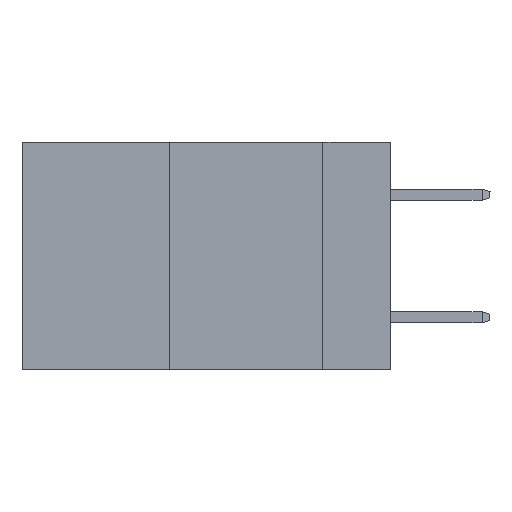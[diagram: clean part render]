
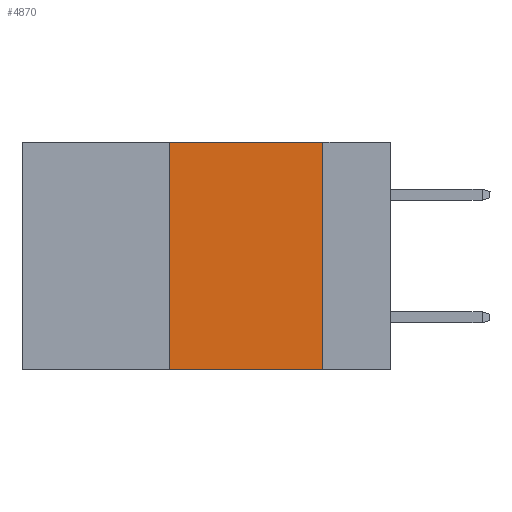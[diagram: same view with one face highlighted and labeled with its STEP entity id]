
A CAD part, left-side view. The second image highlights one B-rep face of the part: STEP entity #4870.
In plain terms, the highlighted planar face has unit normal (-1, 0, 0).
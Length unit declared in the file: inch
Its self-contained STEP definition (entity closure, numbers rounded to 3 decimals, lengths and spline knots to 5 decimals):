
#108 = CARTESIAN_POINT ( 'NONE',  ( 0., 0.6, 0. ) ) ;
#281 = VERTEX_POINT ( 'NONE', #14626 ) ;
#365 = CARTESIAN_POINT ( 'NONE',  ( 0., 0.36, 0. ) ) ;
#397 = DIRECTION ( 'NONE',  ( 0., -1., 0. ) ) ;
#415 = FACE_OUTER_BOUND ( 'NONE', #5110, .T. ) ;
#999 = ORIENTED_EDGE ( 'NONE', *, *, #1670, .T. ) ;
#1190 = VERTEX_POINT ( 'NONE', #8086 ) ;
#1209 = CARTESIAN_POINT ( 'NONE',  ( 0., 0.6, -0.37 ) ) ;
#1283 = EDGE_CURVE ( 'NONE', #9534, #1190, #9548, .T. ) ;
#1319 = DIRECTION ( 'NONE',  ( 0., 0., -1. ) ) ;
#1366 = CARTESIAN_POINT ( 'NONE',  ( 0., 0.6, 0. ) ) ;
#1670 = EDGE_CURVE ( 'NONE', #281, #1190, #3596, .T. ) ;
#2172 = DIRECTION ( 'NONE',  ( 0., 0., 1. ) ) ;
#2197 = LINE ( 'NONE', #7891, #4865 ) ;
#2355 = CARTESIAN_POINT ( 'NONE',  ( 0., 0.11, 0. ) ) ;
#3379 = ORIENTED_EDGE ( 'NONE', *, *, #1283, .F. ) ;
#3596 = LINE ( 'NONE', #1209, #10272 ) ;
#3603 = VERTEX_POINT ( 'NONE', #365 ) ;
#4434 = CARTESIAN_POINT ( 'NONE',  ( 0., 0.11, 0. ) ) ;
#4529 = EDGE_CURVE ( 'NONE', #3603, #9534, #10360, .T. ) ;
#4865 = VECTOR ( 'NONE', #2172, 39.37008 ) ;
#4870 = ADVANCED_FACE ( 'NONE', ( #415 ), #13949, .F. ) ;
#4896 = AXIS2_PLACEMENT_3D ( 'NONE', #108, #13996, #1319 ) ;
#5110 = EDGE_LOOP ( 'NONE', ( #3379, #9876, #12888, #999 ) ) ;
#5459 = DIRECTION ( 'NONE',  ( 0., 0., -1. ) ) ;
#7891 = CARTESIAN_POINT ( 'NONE',  ( 0., 0.36, 0. ) ) ;
#8086 = CARTESIAN_POINT ( 'NONE',  ( 0., 0.11, -0.37 ) ) ;
#8709 = VECTOR ( 'NONE', #397, 39.37008 ) ;
#8888 = EDGE_CURVE ( 'NONE', #281, #3603, #2197, .T. ) ;
#9251 = DIRECTION ( 'NONE',  ( 0., -1., 0. ) ) ;
#9534 = VERTEX_POINT ( 'NONE', #2355 ) ;
#9548 = LINE ( 'NONE', #4434, #11534 ) ;
#9876 = ORIENTED_EDGE ( 'NONE', *, *, #4529, .F. ) ;
#10272 = VECTOR ( 'NONE', #9251, 39.37008 ) ;
#10360 = LINE ( 'NONE', #1366, #8709 ) ;
#11534 = VECTOR ( 'NONE', #5459, 39.37008 ) ;
#12888 = ORIENTED_EDGE ( 'NONE', *, *, #8888, .F. ) ;
#13949 = PLANE ( 'NONE',  #4896 ) ;
#13996 = DIRECTION ( 'NONE',  ( 1., 0., 0. ) ) ;
#14626 = CARTESIAN_POINT ( 'NONE',  ( 0., 0.36, -0.37 ) ) ;
